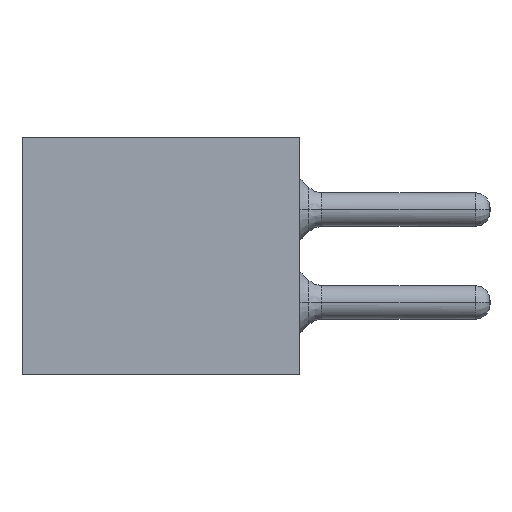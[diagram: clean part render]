
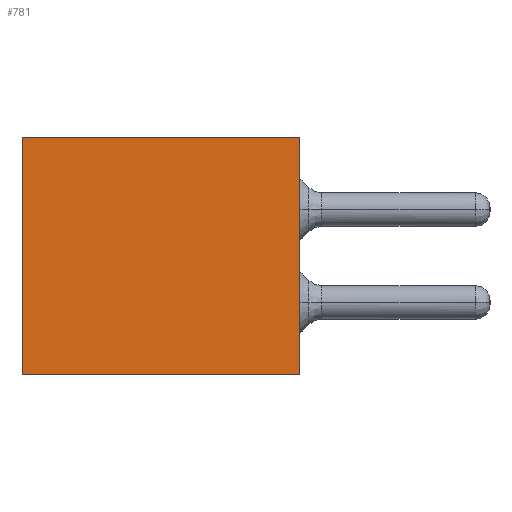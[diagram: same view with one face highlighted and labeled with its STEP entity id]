
A CAD part, left-side view. The second image highlights one B-rep face of the part: STEP entity #781.
In plain terms, the highlighted planar face has unit normal (-1, 0, 0).
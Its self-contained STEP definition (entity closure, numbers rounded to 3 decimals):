
#730=CARTESIAN_POINT('',(0.,1.9,-1.625));
#731=DIRECTION('',(0.,0.,1.));
#732=DIRECTION('',(-1.,0.,0.));
#733=AXIS2_PLACEMENT_3D('',#730,#732,#731);
#734=PLANE('',#733);
#735=CARTESIAN_POINT('',(0.,3.8,0.));
#736=VERTEX_POINT('',#735);
#737=CARTESIAN_POINT('',(0.,0.,0.));
#738=VERTEX_POINT('',#737);
#739=CARTESIAN_POINT('',(0.,3.8,0.));
#740=CARTESIAN_POINT('',(0.,3.04,0.));
#741=CARTESIAN_POINT('',(0.,2.28,0.));
#742=CARTESIAN_POINT('',(0.,1.52,0.));
#743=CARTESIAN_POINT('',(0.,0.76,0.));
#744=CARTESIAN_POINT('',(0.,0.,0.));
#745=B_SPLINE_CURVE_WITH_KNOTS('',5,(#739,#740,#741,#742,#743,#744),.UNSPECIFIED.,.F.,.U.,(6,6),(0.,3.8),.UNSPECIFIED.);
#746=EDGE_CURVE('',#736,#738,#745,.T.);
#747=ORIENTED_EDGE('',*,*,#746,.F.);
#748=CARTESIAN_POINT('',(0.,3.8,-3.25));
#749=VERTEX_POINT('',#748);
#750=CARTESIAN_POINT('',(0.,3.8,0.));
#751=CARTESIAN_POINT('',(0.,3.8,-0.65));
#752=CARTESIAN_POINT('',(0.,3.8,-1.3));
#753=CARTESIAN_POINT('',(0.,3.8,-1.95));
#754=CARTESIAN_POINT('',(0.,3.8,-2.6));
#755=CARTESIAN_POINT('',(0.,3.8,-3.25));
#756=B_SPLINE_CURVE_WITH_KNOTS('',5,(#750,#751,#752,#753,#754,#755),.UNSPECIFIED.,.F.,.U.,(6,6),(0.,3.25),.UNSPECIFIED.);
#757=EDGE_CURVE('',#736,#749,#756,.T.);
#758=ORIENTED_EDGE('',*,*,#757,.T.);
#759=CARTESIAN_POINT('',(0.,0.,-3.25));
#760=VERTEX_POINT('',#759);
#761=CARTESIAN_POINT('',(0.,0.,-3.25));
#762=CARTESIAN_POINT('',(0.,0.76,-3.25));
#763=CARTESIAN_POINT('',(0.,1.52,-3.25));
#764=CARTESIAN_POINT('',(0.,2.28,-3.25));
#765=CARTESIAN_POINT('',(0.,3.04,-3.25));
#766=CARTESIAN_POINT('',(0.,3.8,-3.25));
#767=B_SPLINE_CURVE_WITH_KNOTS('',5,(#761,#762,#763,#764,#765,#766),.UNSPECIFIED.,.F.,.U.,(6,6),(0.,3.8),.UNSPECIFIED.);
#768=EDGE_CURVE('',#760,#749,#767,.T.);
#769=ORIENTED_EDGE('',*,*,#768,.F.);
#770=CARTESIAN_POINT('',(0.,0.,0.));
#771=CARTESIAN_POINT('',(0.,0.,-0.65));
#772=CARTESIAN_POINT('',(0.,0.,-1.3));
#773=CARTESIAN_POINT('',(0.,0.,-1.95));
#774=CARTESIAN_POINT('',(0.,0.,-2.6));
#775=CARTESIAN_POINT('',(0.,0.,-3.25));
#776=B_SPLINE_CURVE_WITH_KNOTS('',5,(#770,#771,#772,#773,#774,#775),.UNSPECIFIED.,.F.,.U.,(6,6),(0.,3.25),.UNSPECIFIED.);
#777=EDGE_CURVE('',#738,#760,#776,.T.);
#778=ORIENTED_EDGE('',*,*,#777,.F.);
#779=EDGE_LOOP('',(#747,#758,#769,#778));
#780=FACE_OUTER_BOUND('',#779,.T.);
#781=ADVANCED_FACE('',(#780),#734,.T.);
